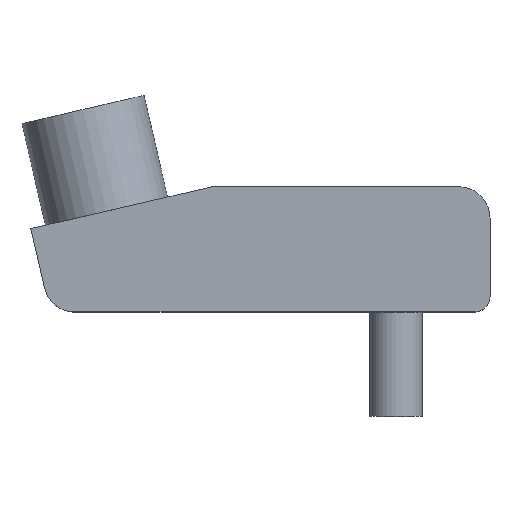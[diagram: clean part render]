
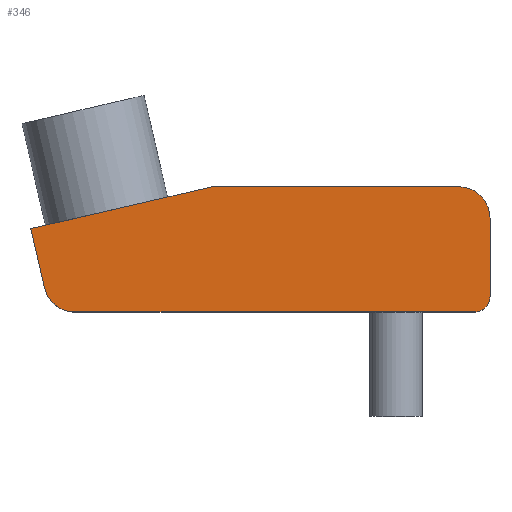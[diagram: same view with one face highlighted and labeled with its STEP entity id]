
A CAD part, top view. The second image highlights one B-rep face of the part: STEP entity #346.
In plain terms, the highlighted planar face has unit normal (0, 0, 1).
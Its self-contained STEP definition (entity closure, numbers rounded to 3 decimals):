
#106 = VERTEX_POINT('',#107);
#107 = CARTESIAN_POINT('',(42.5,10.,12.));
#113 = EDGE_CURVE('',#106,#114,#116,.T.);
#114 = VERTEX_POINT('',#115);
#115 = CARTESIAN_POINT('',(4.23,10.,12.));
#116 = LINE('',#117,#118);
#117 = CARTESIAN_POINT('',(44.,10.,12.));
#118 = VECTOR('',#119,1.);
#119 = DIRECTION('',(-1.,0.,0.));
#148 = VERTEX_POINT('',#149);
#149 = CARTESIAN_POINT('',(44.,11.5,12.));
#155 = EDGE_CURVE('',#106,#148,#156,.T.);
#156 = CIRCLE('',#157,1.5);
#157 = AXIS2_PLACEMENT_3D('',#158,#159,#160);
#158 = CARTESIAN_POINT('',(42.5,11.5,12.));
#159 = DIRECTION('',(-0.,0.,1.));
#160 = DIRECTION('',(0.,-1.,0.));
#173 = VERTEX_POINT('',#174);
#174 = CARTESIAN_POINT('',(1.307,12.325,12.));
#180 = EDGE_CURVE('',#114,#173,#181,.T.);
#181 = CIRCLE('',#182,3.);
#182 = AXIS2_PLACEMENT_3D('',#183,#184,#185);
#183 = CARTESIAN_POINT('',(4.23,13.,12.));
#184 = DIRECTION('',(-0.,-0.,-1.));
#185 = DIRECTION('',(0.,-1.,0.));
#198 = VERTEX_POINT('',#199);
#199 = CARTESIAN_POINT('',(44.,19.,12.));
#205 = EDGE_CURVE('',#198,#148,#206,.T.);
#206 = LINE('',#207,#208);
#207 = CARTESIAN_POINT('',(44.,22.,12.));
#208 = VECTOR('',#209,1.);
#209 = DIRECTION('',(0.,-1.,0.));
#222 = EDGE_CURVE('',#173,#223,#225,.T.);
#223 = VERTEX_POINT('',#224);
#224 = CARTESIAN_POINT('',(0.,17.984,12.));
#225 = LINE('',#226,#227);
#226 = CARTESIAN_POINT('',(1.843,10.,12.));
#227 = VECTOR('',#228,1.);
#228 = DIRECTION('',(-0.225,0.974,0.));
#246 = EDGE_CURVE('',#247,#198,#249,.T.);
#247 = VERTEX_POINT('',#248);
#248 = CARTESIAN_POINT('',(41.,22.,12.));
#249 = CIRCLE('',#250,3.);
#250 = AXIS2_PLACEMENT_3D('',#251,#252,#253);
#251 = CARTESIAN_POINT('',(41.,19.,12.));
#252 = DIRECTION('',(-0.,-0.,-1.));
#253 = DIRECTION('',(0.,-1.,0.));
#271 = EDGE_CURVE('',#223,#272,#274,.T.);
#272 = VERTEX_POINT('',#273);
#273 = CARTESIAN_POINT('',(7.256,19.66,12.));
#274 = LINE('',#275,#276);
#275 = CARTESIAN_POINT('',(0.,17.984,12.));
#276 = VECTOR('',#277,1.);
#277 = DIRECTION('',(0.974,0.225,0.));
#305 = VERTEX_POINT('',#306);
#306 = CARTESIAN_POINT('',(17.394,22.,12.));
#312 = EDGE_CURVE('',#305,#247,#313,.T.);
#313 = LINE('',#314,#315);
#314 = CARTESIAN_POINT('',(17.394,22.,12.));
#315 = VECTOR('',#316,1.);
#316 = DIRECTION('',(1.,0.,0.));
#335 = EDGE_CURVE('',#272,#305,#336,.T.);
#336 = LINE('',#337,#338);
#337 = CARTESIAN_POINT('',(0.,17.984,12.));
#338 = VECTOR('',#339,1.);
#339 = DIRECTION('',(0.974,0.225,0.));
#346 = ADVANCED_FACE('',(#347),#358,.F.);
#347 = FACE_BOUND('',#348,.F.);
#348 = EDGE_LOOP('',(#349,#350,#351,#352,#353,#354,#355,#356,#357));
#349 = ORIENTED_EDGE('',*,*,#113,.T.);
#350 = ORIENTED_EDGE('',*,*,#180,.T.);
#351 = ORIENTED_EDGE('',*,*,#222,.T.);
#352 = ORIENTED_EDGE('',*,*,#271,.T.);
#353 = ORIENTED_EDGE('',*,*,#335,.T.);
#354 = ORIENTED_EDGE('',*,*,#312,.T.);
#355 = ORIENTED_EDGE('',*,*,#246,.T.);
#356 = ORIENTED_EDGE('',*,*,#205,.T.);
#357 = ORIENTED_EDGE('',*,*,#155,.F.);
#358 = PLANE('',#359);
#359 = AXIS2_PLACEMENT_3D('',#360,#361,#362);
#360 = CARTESIAN_POINT('',(23.161,15.64,12.));
#361 = DIRECTION('',(-0.,-0.,-1.));
#362 = DIRECTION('',(-1.,0.,0.));
